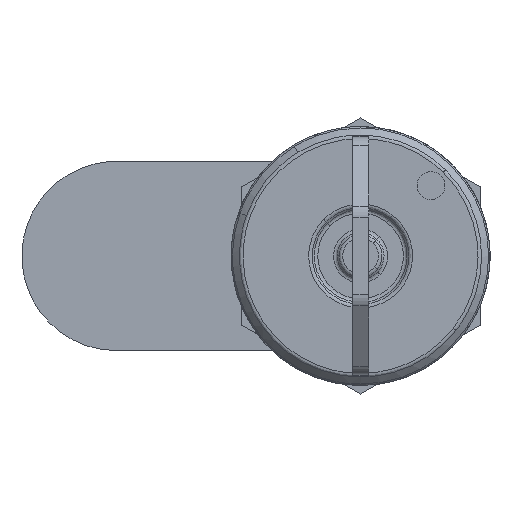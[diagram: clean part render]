
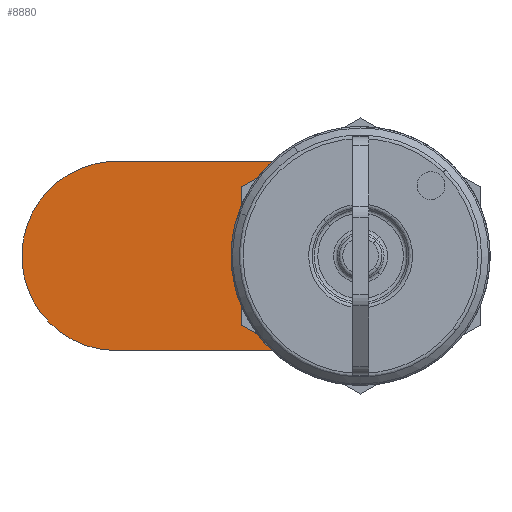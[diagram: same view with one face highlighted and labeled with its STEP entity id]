
A CAD part, front view. The second image highlights one B-rep face of the part: STEP entity #8880.
In plain terms, the highlighted free-form (B-spline) face has degree [1, 1] with [2, 2] control points.
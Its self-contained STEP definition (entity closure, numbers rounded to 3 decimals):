
#8528=CARTESIAN_POINT('',(24.8,-2.55,-3.146));
#8529=VERTEX_POINT('',#8528);
#8530=CARTESIAN_POINT('',(24.8,-2.55,3.146));
#8531=VERTEX_POINT('',#8530);
#8532=CARTESIAN_POINT('',(24.8,-2.55,-3.146));
#8533=CARTESIAN_POINT('',(24.8,-2.55,3.146));
#8534=QUASI_UNIFORM_CURVE('',1,(#8532,#8533),.UNSPECIFIED.,.F.,.U.);
#8535=EDGE_CURVE('',#8529,#8531,#8534,.T.);
#8573=CARTESIAN_POINT('',(24.8,2.55,3.146));
#8574=VERTEX_POINT('',#8573);
#8575=CARTESIAN_POINT('',(24.8,2.55,3.146));
#8576=CARTESIAN_POINT('',(24.8,0.,5.213));
#8577=CARTESIAN_POINT('',(24.8,-2.55,3.146));
#8585=(BOUNDED_CURVE()B_SPLINE_CURVE(2,(#8575,#8576,#8577),.UNSPECIFIED.,.F.,.U.)CURVE()GEOMETRIC_REPRESENTATION_ITEM()QUASI_UNIFORM_CURVE()RATIONAL_B_SPLINE_CURVE((1.0,0.777,1.0))REPRESENTATION_ITEM(''));
#8586=EDGE_CURVE('',#8574,#8531,#8585,.T.);
#8617=CARTESIAN_POINT('',(24.8,2.55,-3.146));
#8618=VERTEX_POINT('',#8617);
#8619=CARTESIAN_POINT('',(24.8,2.55,3.146));
#8620=CARTESIAN_POINT('',(24.8,2.55,-3.146));
#8621=QUASI_UNIFORM_CURVE('',1,(#8619,#8620),.UNSPECIFIED.,.F.,.U.);
#8622=EDGE_CURVE('',#8574,#8618,#8621,.T.);
#8654=CARTESIAN_POINT('',(24.8,-2.55,-3.146));
#8655=CARTESIAN_POINT('',(24.8,0.,-5.213));
#8656=CARTESIAN_POINT('',(24.8,2.55,-3.146));
#8664=(BOUNDED_CURVE()B_SPLINE_CURVE(2,(#8654,#8655,#8656),.UNSPECIFIED.,.F.,.U.)CURVE()GEOMETRIC_REPRESENTATION_ITEM()QUASI_UNIFORM_CURVE()RATIONAL_B_SPLINE_CURVE((1.0,0.777,1.0))REPRESENTATION_ITEM(''));
#8665=EDGE_CURVE('',#8529,#8618,#8664,.T.);
#8703=CARTESIAN_POINT('',(24.8,24.5,-9.5));
#8704=VERTEX_POINT('',#8703);
#8705=CARTESIAN_POINT('',(24.8,24.5,9.5));
#8706=VERTEX_POINT('',#8705);
#8707=CARTESIAN_POINT('',(24.8,24.5,-9.5));
#8708=CARTESIAN_POINT('',(24.8,34.,-9.5));
#8709=CARTESIAN_POINT('',(24.8,34.,0.));
#8710=CARTESIAN_POINT('',(24.8,34.,9.5));
#8711=CARTESIAN_POINT('',(24.8,24.5,9.5));
#8719=(BOUNDED_CURVE()B_SPLINE_CURVE(2,(#8707,#8708,#8709,#8710,#8711),.UNSPECIFIED.,.F.,.U.)B_SPLINE_CURVE_WITH_KNOTS((3,2,3),(0.0,0.5,1.0),.UNSPECIFIED.)CURVE()GEOMETRIC_REPRESENTATION_ITEM()RATIONAL_B_SPLINE_CURVE((1.0,0.707,1.0,0.707,1.0))REPRESENTATION_ITEM(''));
#8720=EDGE_CURVE('',#8704,#8706,#8719,.T.);
#8759=CARTESIAN_POINT('',(24.8,0.,-9.5));
#8760=VERTEX_POINT('',#8759);
#8761=CARTESIAN_POINT('',(24.8,0.,-9.5));
#8762=CARTESIAN_POINT('',(24.8,24.5,-9.5));
#8763=QUASI_UNIFORM_CURVE('',1,(#8761,#8762),.UNSPECIFIED.,.F.,.U.);
#8764=EDGE_CURVE('',#8760,#8704,#8763,.T.);
#8800=CARTESIAN_POINT('',(24.8,0.,9.5));
#8801=VERTEX_POINT('',#8800);
#8802=CARTESIAN_POINT('',(24.8,0.0,9.5));
#8803=CARTESIAN_POINT('',(24.8,-9.5,9.5));
#8804=CARTESIAN_POINT('',(24.8,-9.5,0.0));
#8805=CARTESIAN_POINT('',(24.8,-9.5,-9.5));
#8806=CARTESIAN_POINT('',(24.8,0.0,-9.5));
#8814=(BOUNDED_CURVE()B_SPLINE_CURVE(2,(#8802,#8803,#8804,#8805,#8806),.UNSPECIFIED.,.F.,.U.)B_SPLINE_CURVE_WITH_KNOTS((3,2,3),(0.0,0.5,1.0),.UNSPECIFIED.)CURVE()GEOMETRIC_REPRESENTATION_ITEM()RATIONAL_B_SPLINE_CURVE((1.0,0.707,1.0,0.707,1.0))REPRESENTATION_ITEM(''));
#8815=EDGE_CURVE('',#8801,#8760,#8814,.T.);
#8848=CARTESIAN_POINT('',(24.8,24.5,9.5));
#8849=CARTESIAN_POINT('',(24.8,0.,9.5));
#8850=QUASI_UNIFORM_CURVE('',1,(#8848,#8849),.UNSPECIFIED.,.F.,.U.);
#8851=EDGE_CURVE('',#8706,#8801,#8850,.T.);
#8863=CARTESIAN_POINT('',(24.8,-11.673,10.449));
#8864=CARTESIAN_POINT('',(24.8,36.173,10.449));
#8865=CARTESIAN_POINT('',(24.8,-11.673,-10.449));
#8866=CARTESIAN_POINT('',(24.8,36.173,-10.449));
#8867=B_SPLINE_SURFACE_WITH_KNOTS('',1,1,((#8863,#8865),(#8864,#8866)),.UNSPECIFIED.,.F.,.F.,.U.,(2,2),(2,2),(0.0,47.846),(0.0,20.898),.UNSPECIFIED.);
#8868=ORIENTED_EDGE('',*,*,#8851,.F.);
#8869=ORIENTED_EDGE('',*,*,#8720,.F.);
#8870=ORIENTED_EDGE('',*,*,#8764,.F.);
#8871=ORIENTED_EDGE('',*,*,#8815,.F.);
#8872=EDGE_LOOP('',(#8868,#8869,#8870,#8871));
#8873=FACE_OUTER_BOUND('',#8872,.T.);
#8874=ORIENTED_EDGE('',*,*,#8665,.T.);
#8875=ORIENTED_EDGE('',*,*,#8622,.F.);
#8876=ORIENTED_EDGE('',*,*,#8586,.T.);
#8877=ORIENTED_EDGE('',*,*,#8535,.F.);
#8878=EDGE_LOOP('',(#8874,#8875,#8876,#8877));
#8879=FACE_BOUND('',#8878,.T.);
#8880=ADVANCED_FACE('',(#8873,#8879),#8867,.T.);
